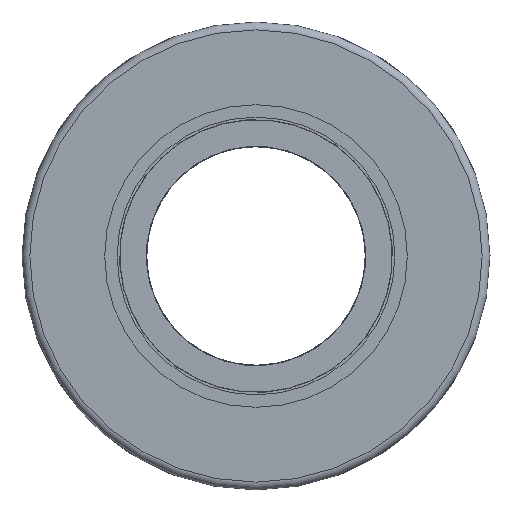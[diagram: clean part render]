
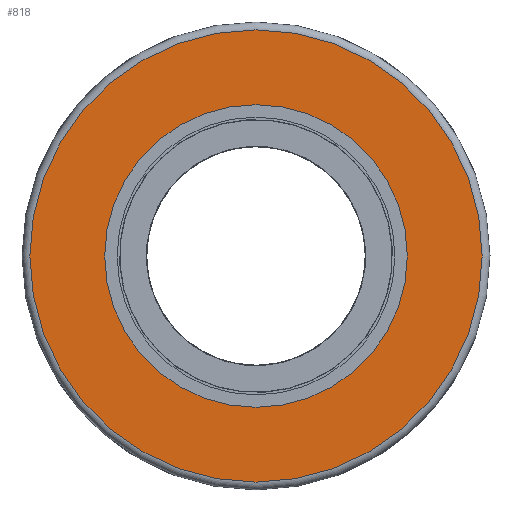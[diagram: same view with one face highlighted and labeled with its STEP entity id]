
A CAD part, left-side view. The second image highlights one B-rep face of the part: STEP entity #818.
In plain terms, the highlighted planar face has unit normal (-1, 0, 0).
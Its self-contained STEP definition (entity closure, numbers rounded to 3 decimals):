
#42=FACE_BOUND('',#143,.T.);
#61=PLANE('',#917);
#85=FACE_OUTER_BOUND('',#142,.T.);
#142=EDGE_LOOP('',(#569,#570));
#143=EDGE_LOOP('',(#571,#572));
#274=CIRCLE('',#906,97.);
#275=CIRCLE('',#907,97.);
#278=CIRCLE('',#911,144.946);
#279=CIRCLE('',#912,144.946);
#349=VERTEX_POINT('',#1337);
#350=VERTEX_POINT('',#1338);
#353=VERTEX_POINT('',#1345);
#354=VERTEX_POINT('',#1347);
#429=EDGE_CURVE('',#349,#350,#274,.T.);
#430=EDGE_CURVE('',#350,#349,#275,.T.);
#433=EDGE_CURVE('',#353,#354,#278,.T.);
#434=EDGE_CURVE('',#354,#353,#279,.T.);
#569=ORIENTED_EDGE('',*,*,#434,.F.);
#570=ORIENTED_EDGE('',*,*,#433,.F.);
#571=ORIENTED_EDGE('',*,*,#430,.T.);
#572=ORIENTED_EDGE('',*,*,#429,.T.);
#818=ADVANCED_FACE('',(#85,#42),#61,.T.);
#906=AXIS2_PLACEMENT_3D('',#1339,#1065,#1066);
#907=AXIS2_PLACEMENT_3D('',#1340,#1067,#1068);
#911=AXIS2_PLACEMENT_3D('',#1348,#1075,#1076);
#912=AXIS2_PLACEMENT_3D('',#1349,#1077,#1078);
#917=AXIS2_PLACEMENT_3D('',#1383,#1087,#1088);
#1065=DIRECTION('center_axis',(1.,0.,0.));
#1066=DIRECTION('ref_axis',(0.,0.,-1.));
#1067=DIRECTION('center_axis',(1.,0.,0.));
#1068=DIRECTION('ref_axis',(0.,0.,-1.));
#1075=DIRECTION('center_axis',(1.,0.,0.));
#1076=DIRECTION('ref_axis',(0.,-1.,0.));
#1077=DIRECTION('center_axis',(1.,0.,0.));
#1078=DIRECTION('ref_axis',(0.,-1.,0.));
#1087=DIRECTION('center_axis',(-1.,0.,0.));
#1088=DIRECTION('ref_axis',(0.,0.,1.));
#1337=CARTESIAN_POINT('',(-38.,0.,97.));
#1338=CARTESIAN_POINT('',(-38.,97.,0.));
#1339=CARTESIAN_POINT('Origin',(-38.,0.,0.));
#1340=CARTESIAN_POINT('Origin',(-38.,0.,0.));
#1345=CARTESIAN_POINT('',(-38.,0.,144.946));
#1347=CARTESIAN_POINT('',(-38.,144.946,0.));
#1348=CARTESIAN_POINT('Origin',(-38.,0.,0.));
#1349=CARTESIAN_POINT('Origin',(-38.,0.,0.));
#1383=CARTESIAN_POINT('Origin',(-38.,149.928,0.));
